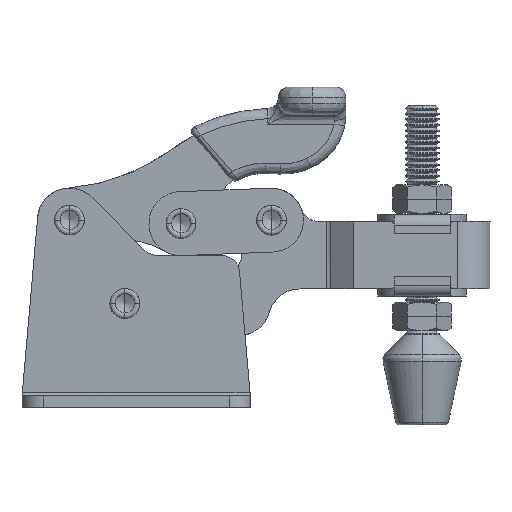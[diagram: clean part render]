
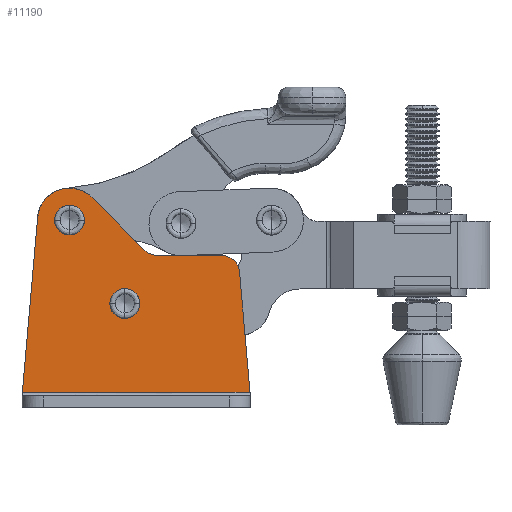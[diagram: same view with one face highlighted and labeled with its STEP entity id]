
A CAD part, left-side view. The second image highlights one B-rep face of the part: STEP entity #11190.
In plain terms, the highlighted planar face has unit normal (-1, 0, 0).
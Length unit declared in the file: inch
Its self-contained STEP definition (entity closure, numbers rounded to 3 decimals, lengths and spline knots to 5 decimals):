
#5284=VERTEX_POINT('',#15168);
#5375=EDGE_CURVE('',#7646,#10334,#15268,.T.);
#6702=EDGE_CURVE('',#13036,#10745,#16700,.T.);
#6873=EDGE_CURVE('',#8898,#8615,#16883,.T.);
#6957=EDGE_CURVE('',#10334,#7646,#16972,.T.);
#7192=EDGE_CURVE('',#12465,#8898,#17230,.T.);
#7646=VERTEX_POINT('',#17713);
#7800=VERTEX_POINT('',#17878);
#8156=EDGE_CURVE('',#5284,#14531,#18261,.T.);
#8474=EDGE_CURVE('',#7800,#14474,#18602,.T.);
#8615=VERTEX_POINT('',#18752);
#8898=VERTEX_POINT('',#19048);
#9522=EDGE_CURVE('',#14474,#5284,#19714,.T.);
#9936=EDGE_CURVE('',#10745,#13036,#20164,.T.);
#10334=VERTEX_POINT('',#20598);
#10442=EDGE_CURVE('',#11843,#7800,#20715,.T.);
#10745=VERTEX_POINT('',#21038);
#11190=ADVANCED_FACE('',(#21505,#21506,#21507),#21508,.T.);
#11843=VERTEX_POINT('',#22218);
#12465=VERTEX_POINT('',#22879);
#13036=VERTEX_POINT('',#23490);
#13720=EDGE_CURVE('',#11843,#12465,#24235,.T.);
#14474=VERTEX_POINT('',#25054);
#14529=EDGE_CURVE('',#14531,#8615,#25112,.T.);
#14531=VERTEX_POINT('',#25114);
#15168=CARTESIAN_POINT('',(-0.28346,-0.97634,-0.3937));
#15268=(B_SPLINE_CURVE(3,(#26685,#26686,#26687,#26688),.UNSPECIFIED.,.F.,.F.)B_SPLINE_CURVE_WITH_KNOTS((4,4),(-6.28319,-3.14159),.UNSPECIFIED.)RATIONAL_B_SPLINE_CURVE((1.0,0.333,0.333,1.0))BOUNDED_CURVE()REPRESENTATION_ITEM('')GEOMETRIC_REPRESENTATION_ITEM()CURVE());
#16700=(B_SPLINE_CURVE(3,(#29967,#29968,#29969,#29970),.UNSPECIFIED.,.F.,.F.)B_SPLINE_CURVE_WITH_KNOTS((4,4),(-3.14159,0.0),.UNSPECIFIED.)RATIONAL_B_SPLINE_CURVE((1.0,0.333,0.333,1.0))BOUNDED_CURVE()REPRESENTATION_ITEM('')GEOMETRIC_REPRESENTATION_ITEM()CURVE());
#16883=B_SPLINE_CURVE_WITH_KNOTS('',1,(#30541,#30542),.UNSPECIFIED.,.F.,.F.,(2,2),(0.001,0.03507),.UNSPECIFIED.);
#16972=(B_SPLINE_CURVE(3,(#30699,#30700,#30701,#30702),.UNSPECIFIED.,.F.,.F.)B_SPLINE_CURVE_WITH_KNOTS((4,4),(-3.14159,0.0),.UNSPECIFIED.)RATIONAL_B_SPLINE_CURVE((1.0,0.333,0.333,1.0))BOUNDED_CURVE()REPRESENTATION_ITEM('')GEOMETRIC_REPRESENTATION_ITEM()CURVE());
#17230=B_SPLINE_CURVE_WITH_KNOTS('',1,(#31229,#31230),.UNSPECIFIED.,.F.,.F.,(2,2),(0.00009,0.06421),.UNSPECIFIED.);
#17713=CARTESIAN_POINT('',(-0.28346,0.12795,0.));
#17878=CARTESIAN_POINT('',(-0.28346,-0.25055,0.25055));
#18261=B_SPLINE_CURVE_WITH_KNOTS('',1,(#33500,#33501),.UNSPECIFIED.,.F.,.F.,(2,2),(-0.0181,0.0),.UNSPECIFIED.);
#18602=B_SPLINE_CURVE_WITH_KNOTS('',1,(#34244,#34245),.UNSPECIFIED.,.F.,.F.,(2,2),(-0.0,0.02107),.UNSPECIFIED.);
#18752=CARTESIAN_POINT('',(-0.28346,-1.88498,-0.57339));
#19048=CARTESIAN_POINT('',(-0.28346,-2.00187,-1.90945));
#19714=(B_SPLINE_CURVE(3,(#36871,#36872,#36873,#36874),.UNSPECIFIED.,.F.,.F.)B_SPLINE_CURVE_WITH_KNOTS((4,4),(-5.49779,-4.71239),.UNSPECIFIED.)RATIONAL_B_SPLINE_CURVE((1.0,0.949,0.949,1.0))BOUNDED_CURVE()REPRESENTATION_ITEM('')GEOMETRIC_REPRESENTATION_ITEM()CURVE());
#20164=(B_SPLINE_CURVE(3,(#37787,#37788,#37789,#37790),.UNSPECIFIED.,.F.,.F.)B_SPLINE_CURVE_WITH_KNOTS((4,4),(-6.28319,-3.14159),.UNSPECIFIED.)RATIONAL_B_SPLINE_CURVE((1.0,0.333,0.333,1.0))BOUNDED_CURVE()REPRESENTATION_ITEM('')GEOMETRIC_REPRESENTATION_ITEM()CURVE());
#20598=CARTESIAN_POINT('',(-0.28346,-0.12795,0.));
#20715=(B_SPLINE_CURVE(3,(#38972,#38973,#38974,#38975),.UNSPECIFIED.,.F.,.F.)B_SPLINE_CURVE_WITH_KNOTS((4,4),(0.08727,2.35619),.UNSPECIFIED.)RATIONAL_B_SPLINE_CURVE((1.0,0.615,0.615,1.0))BOUNDED_CURVE()REPRESENTATION_ITEM('')GEOMETRIC_REPRESENTATION_ITEM()CURVE());
#21038=CARTESIAN_POINT('',(-0.28346,-0.48583,-0.9252));
#21505=FACE_OUTER_BOUND('',#40466,.T.);
#21506=FACE_BOUND('',#40467,.T.);
#21507=FACE_BOUND('',#40468,.T.);
#21508=PLANE('',#40469);
#22218=CARTESIAN_POINT('',(-0.28346,0.35298,0.03088));
#22879=CARTESIAN_POINT('',(-0.28346,0.52274,-1.90945));
#23490=CARTESIAN_POINT('',(-0.28346,-0.74173,-0.9252));
#24235=B_SPLINE_CURVE_WITH_KNOTS('',1,(#46592,#46593),.UNSPECIFIED.,.F.,.F.,(2,2),(0.0,0.04947),.UNSPECIFIED.);
#25054=CARTESIAN_POINT('',(-0.28346,-0.83714,-0.33604));
#25112=(B_SPLINE_CURVE(3,(#48862,#48863,#48864,#48865),.UNSPECIFIED.,.F.,.F.)B_SPLINE_CURVE_WITH_KNOTS((4,4),(1.5708,3.05433),.UNSPECIFIED.)RATIONAL_B_SPLINE_CURVE((1.0,0.825,0.825,1.0))BOUNDED_CURVE()REPRESENTATION_ITEM('')GEOMETRIC_REPRESENTATION_ITEM()CURVE());
#25114=CARTESIAN_POINT('',(-0.28346,-1.68888,-0.3937));
#26685=CARTESIAN_POINT('',(-0.28346,0.12795,0.));
#26686=CARTESIAN_POINT('',(-0.28346,0.12795,-0.25591));
#26687=CARTESIAN_POINT('',(-0.28346,-0.12795,-0.25591));
#26688=CARTESIAN_POINT('',(-0.28346,-0.12795,0.));
#29967=CARTESIAN_POINT('',(-0.28346,-0.74173,-0.9252));
#29968=CARTESIAN_POINT('',(-0.28346,-0.74173,-0.66929));
#29969=CARTESIAN_POINT('',(-0.28346,-0.48583,-0.66929));
#29970=CARTESIAN_POINT('',(-0.28346,-0.48583,-0.9252));
#30541=CARTESIAN_POINT('',(-0.28346,-2.00187,-1.90945));
#30542=CARTESIAN_POINT('',(-0.28346,-1.88498,-0.57339));
#30699=CARTESIAN_POINT('',(-0.28346,-0.12795,0.));
#30700=CARTESIAN_POINT('',(-0.28346,-0.12795,0.25591));
#30701=CARTESIAN_POINT('',(-0.28346,0.12795,0.25591));
#30702=CARTESIAN_POINT('',(-0.28346,0.12795,0.));
#31229=CARTESIAN_POINT('',(-0.28346,0.52274,-1.90945));
#31230=CARTESIAN_POINT('',(-0.28346,-2.00187,-1.90945));
#33500=CARTESIAN_POINT('',(-0.28346,-0.97634,-0.3937));
#33501=CARTESIAN_POINT('',(-0.28346,-1.68888,-0.3937));
#34244=CARTESIAN_POINT('',(-0.28346,-0.25055,0.25055));
#34245=CARTESIAN_POINT('',(-0.28346,-0.83714,-0.33604));
#36871=CARTESIAN_POINT('',(-0.28346,-0.83714,-0.33604));
#36872=CARTESIAN_POINT('',(-0.28346,-0.87455,-0.37345));
#36873=CARTESIAN_POINT('',(-0.28346,-0.92343,-0.3937));
#36874=CARTESIAN_POINT('',(-0.28346,-0.97634,-0.3937));
#37787=CARTESIAN_POINT('',(-0.28346,-0.48583,-0.9252));
#37788=CARTESIAN_POINT('',(-0.28346,-0.48583,-1.1811));
#37789=CARTESIAN_POINT('',(-0.28346,-0.74173,-1.1811));
#37790=CARTESIAN_POINT('',(-0.28346,-0.74173,-0.9252));
#38972=CARTESIAN_POINT('',(-0.28346,0.35298,0.03088));
#38973=CARTESIAN_POINT('',(-0.28346,0.32265,0.37762));
#38974=CARTESIAN_POINT('',(-0.28346,-0.00443,0.49667));
#38975=CARTESIAN_POINT('',(-0.28346,-0.25055,0.25055));
#40466=EDGE_LOOP('',(#55877,#55878,#55879,#55880,#55881,#55882,#55883,#55884));
#40467=EDGE_LOOP('',(#55885,#55886));
#40468=EDGE_LOOP('',(#55887,#55888));
#40469=AXIS2_PLACEMENT_3D('',#55889,#55890,#55891);
#46592=CARTESIAN_POINT('',(-0.28346,0.35298,0.03088));
#46593=CARTESIAN_POINT('',(-0.28346,0.52274,-1.90945));
#48862=CARTESIAN_POINT('',(-0.28346,-1.68888,-0.3937));
#48863=CARTESIAN_POINT('',(-0.28346,-1.79636,-0.3937));
#48864=CARTESIAN_POINT('',(-0.28346,-1.87561,-0.46632));
#48865=CARTESIAN_POINT('',(-0.28346,-1.88498,-0.57339));
#55877=ORIENTED_EDGE('',*,*,#6873,.T.);
#55878=ORIENTED_EDGE('',*,*,#14529,.F.);
#55879=ORIENTED_EDGE('',*,*,#8156,.F.);
#55880=ORIENTED_EDGE('',*,*,#9522,.F.);
#55881=ORIENTED_EDGE('',*,*,#8474,.F.);
#55882=ORIENTED_EDGE('',*,*,#10442,.F.);
#55883=ORIENTED_EDGE('',*,*,#13720,.T.);
#55884=ORIENTED_EDGE('',*,*,#7192,.T.);
#55885=ORIENTED_EDGE('',*,*,#5375,.F.);
#55886=ORIENTED_EDGE('',*,*,#6957,.F.);
#55887=ORIENTED_EDGE('',*,*,#9936,.F.);
#55888=ORIENTED_EDGE('',*,*,#6702,.F.);
#55889=CARTESIAN_POINT('',(-0.28346,-2.01702,0.36791));
#55890=DIRECTION('',(-1.0,0.,0.));
#55891=DIRECTION('',(0.,1.0,0.0));
